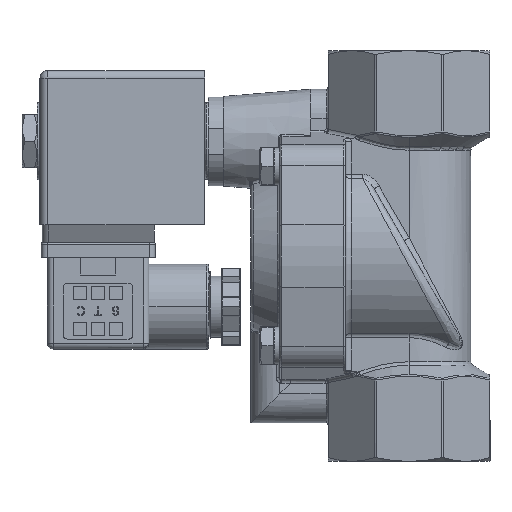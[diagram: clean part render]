
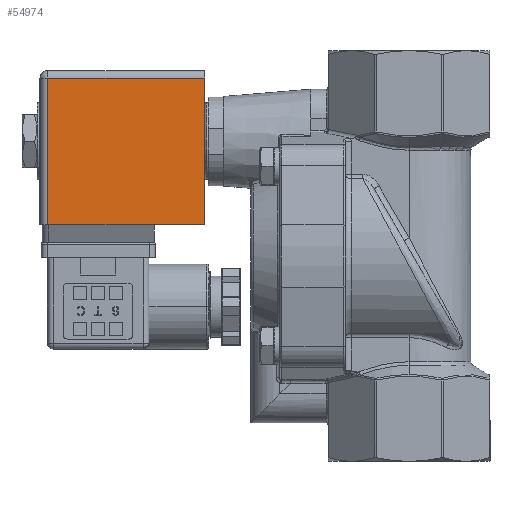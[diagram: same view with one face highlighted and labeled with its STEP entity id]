
A CAD part, left-side view. The second image highlights one B-rep face of the part: STEP entity #54974.
In plain terms, the highlighted planar face has unit normal (-1, 0, 0).
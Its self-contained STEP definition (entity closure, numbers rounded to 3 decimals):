
#4394 = VERTEX_POINT ( 'NONE', #142893 ) ;
#7579 = LINE ( 'NONE', #146478, #68794 ) ;
#16581 = EDGE_LOOP ( 'NONE', ( #130633, #56846, #30620, #147482 ) ) ;
#16606 = VERTEX_POINT ( 'NONE', #37545 ) ;
#18072 = CARTESIAN_POINT ( 'NONE',  ( -17.925, 0.5, -21.68 ) ) ;
#22073 = CARTESIAN_POINT ( 'NONE',  ( -17.925, 41.2, -21.68 ) ) ;
#27284 = VERTEX_POINT ( 'NONE', #22073 ) ;
#29698 = DIRECTION ( 'NONE',  ( 0., 0., 1. ) ) ;
#30620 = ORIENTED_EDGE ( 'NONE', *, *, #56530, .T. ) ;
#32979 = CARTESIAN_POINT ( 'NONE',  ( -17.925, 41.2, 16.32 ) ) ;
#37545 = CARTESIAN_POINT ( 'NONE',  ( -17.925, 0.5, -21.68 ) ) ;
#38298 = CARTESIAN_POINT ( 'NONE',  ( -17.925, 41.2, -21.68 ) ) ;
#40781 = PLANE ( 'NONE',  #142608 ) ;
#52718 = DIRECTION ( 'NONE',  ( 0., 0., 1. ) ) ;
#54974 = ADVANCED_FACE ( 'NONE', ( #140380 ), #40781, .T. ) ;
#56530 = EDGE_CURVE ( 'NONE', #4394, #70548, #7579, .T. ) ;
#56846 = ORIENTED_EDGE ( 'NONE', *, *, #84731, .T. ) ;
#61147 = VECTOR ( 'NONE', #52718, 1000. ) ;
#68794 = VECTOR ( 'NONE', #78303, 1000. ) ;
#70548 = VERTEX_POINT ( 'NONE', #32979 ) ;
#71236 = EDGE_CURVE ( 'NONE', #70548, #27284, #118709, .T. ) ;
#72872 = DIRECTION ( 'NONE',  ( 0., 0., -1. ) ) ;
#78303 = DIRECTION ( 'NONE',  ( 0., 1., 0. ) ) ;
#84731 = EDGE_CURVE ( 'NONE', #16606, #4394, #148324, .T. ) ;
#88409 = VECTOR ( 'NONE', #72872, 1000. ) ;
#91121 = VECTOR ( 'NONE', #122339, 1000. ) ;
#91986 = EDGE_CURVE ( 'NONE', #27284, #16606, #121381, .T. ) ;
#98214 = DIRECTION ( 'NONE',  ( -1., 0., 0. ) ) ;
#110874 = CARTESIAN_POINT ( 'NONE',  ( -17.925, 0.5, -21.68 ) ) ;
#118709 = LINE ( 'NONE', #38298, #88409 ) ;
#120939 = CARTESIAN_POINT ( 'NONE',  ( -17.925, 0.5, -21.68 ) ) ;
#121381 = LINE ( 'NONE', #110874, #91121 ) ;
#122339 = DIRECTION ( 'NONE',  ( 0., -1., 0. ) ) ;
#130633 = ORIENTED_EDGE ( 'NONE', *, *, #91986, .T. ) ;
#140380 = FACE_OUTER_BOUND ( 'NONE', #16581, .T. ) ;
#142608 = AXIS2_PLACEMENT_3D ( 'NONE', #18072, #98214, #29698 ) ;
#142893 = CARTESIAN_POINT ( 'NONE',  ( -17.925, 0.5, 16.32 ) ) ;
#146478 = CARTESIAN_POINT ( 'NONE',  ( -17.925, 0.5, 16.32 ) ) ;
#147482 = ORIENTED_EDGE ( 'NONE', *, *, #71236, .T. ) ;
#148324 = LINE ( 'NONE', #120939, #61147 ) ;
